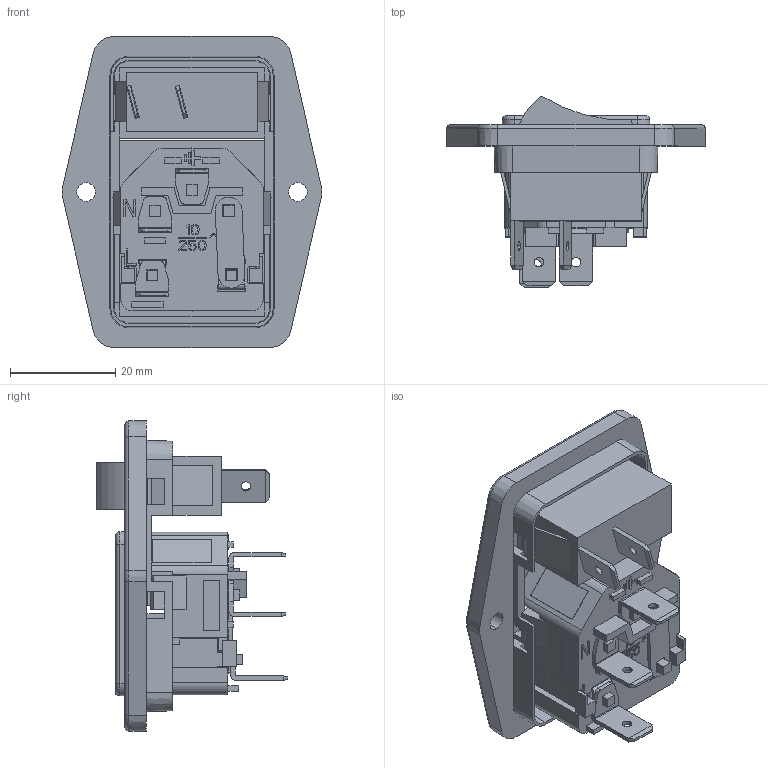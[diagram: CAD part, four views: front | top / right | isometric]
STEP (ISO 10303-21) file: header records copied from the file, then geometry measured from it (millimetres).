
FILE_DESCRIPTION (( 'STEP AP214' ), '1' );
FILE_NAME ('ACM-C4-GQ6R1FS-TT_3D.step', '2024-03-07T16:47:33', ( '' ), ( '' ), 'SwSTEP 2.0', 'SolidWorks 2022', '' );
FILE_SCHEMA (( 'AUTOMOTIVE_DESIGN' ));
Length unit declared in the file: millimetre
Products named in the file (1): ACM-C4-GQ6R1FS-TT_3D
Bounding box: 49.27 x 36.34 x 59 mm (x, y, z)
Volume: 18828 mm3; surface area: 20418.7 mm2
Topology: 5 solids, 5 shells, 1545 faces, 4388 edges, 2876 vertices
Faces by surface type: plane 1334, cylinder 167, cone 18, torus 16, bspline 10
Entity records: 49916 total; most frequent: CARTESIAN_POINT 9297, ORIENTED_EDGE 8776, DIRECTION 7834, EDGE_CURVE 4388, LINE 3936, VECTOR 3936, VERTEX_POINT 2876, AXIS2_PLACEMENT_3D 1949
